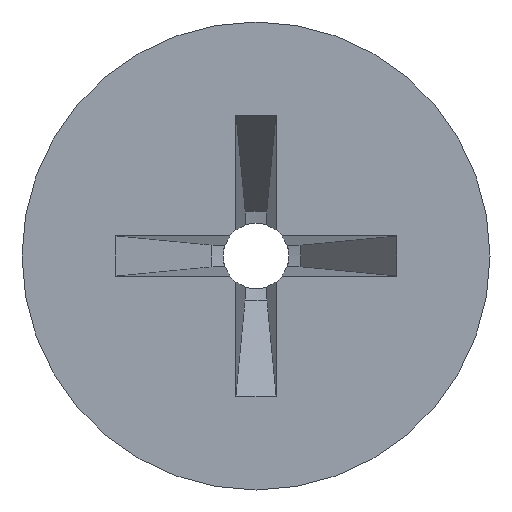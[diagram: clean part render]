
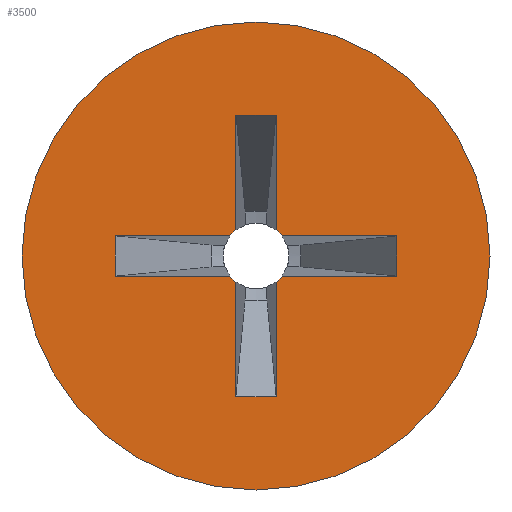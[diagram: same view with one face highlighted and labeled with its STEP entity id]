
A CAD part, left-side view. The second image highlights one B-rep face of the part: STEP entity #3500.
In plain terms, the highlighted planar face has unit normal (-1, 0, 0).
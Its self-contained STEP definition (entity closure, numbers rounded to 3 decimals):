
#115=CARTESIAN_POINT('',(0.,0.,0.));
#116=DIRECTION('',(-1.,0.,0.));
#117=DIRECTION('',(0.,1.,0.));
#118=AXIS2_PLACEMENT_3D('',#115,#116,#117);
#120=CARTESIAN_POINT('',(0.,0.,0.));
#121=DIRECTION('',(1.,0.,0.));
#122=DIRECTION('',(0.,1.,0.));
#123=AXIS2_PLACEMENT_3D('',#120,#121,#122);
#125=CARTESIAN_POINT('',(0.,0.,0.));
#126=DIRECTION('',(1.,0.,0.));
#127=DIRECTION('',(0.,-0.79,-0.613));
#128=AXIS2_PLACEMENT_3D('',#125,#126,#127);
#130=DIRECTION('',(0.,1.,0.));
#131=VECTOR('',#130,2.772);
#132=CARTESIAN_POINT('',(0.,-3.4,-0.488));
#133=LINE('',#132,#131);
#134=DIRECTION('',(0.,0.,-1.));
#135=VECTOR('',#134,0.975);
#136=CARTESIAN_POINT('',(0.,-3.4,0.488));
#137=LINE('',#136,#135);
#138=DIRECTION('',(0.,1.,0.));
#139=VECTOR('',#138,2.772);
#140=CARTESIAN_POINT('',(0.,-3.4,0.488));
#141=LINE('',#140,#139);
#142=CARTESIAN_POINT('',(0.,0.,0.));
#143=DIRECTION('',(1.,0.,0.));
#144=DIRECTION('',(0.,-0.613,0.79));
#145=AXIS2_PLACEMENT_3D('',#142,#143,#144);
#147=DIRECTION('',(0.,0.,-1.));
#148=VECTOR('',#147,2.772);
#149=CARTESIAN_POINT('',(0.,-0.488,3.4));
#150=LINE('',#149,#148);
#151=DIRECTION('',(0.,1.,0.));
#152=VECTOR('',#151,0.975);
#153=CARTESIAN_POINT('',(0.,-0.488,3.4));
#154=LINE('',#153,#152);
#155=DIRECTION('',(0.,0.,-1.));
#156=VECTOR('',#155,2.772);
#157=CARTESIAN_POINT('',(0.,0.488,3.4));
#158=LINE('',#157,#156);
#159=CARTESIAN_POINT('',(0.,0.,0.));
#160=DIRECTION('',(1.,0.,0.));
#161=DIRECTION('',(0.,0.79,0.613));
#162=AXIS2_PLACEMENT_3D('',#159,#160,#161);
#164=DIRECTION('',(0.,1.,0.));
#165=VECTOR('',#164,2.772);
#166=CARTESIAN_POINT('',(0.,0.628,0.488));
#167=LINE('',#166,#165);
#168=DIRECTION('',(0.,0.,-1.));
#169=VECTOR('',#168,0.975);
#170=CARTESIAN_POINT('',(0.,3.4,0.488));
#171=LINE('',#170,#169);
#172=DIRECTION('',(0.,1.,0.));
#173=VECTOR('',#172,2.772);
#174=CARTESIAN_POINT('',(0.,0.628,-0.488));
#175=LINE('',#174,#173);
#176=CARTESIAN_POINT('',(0.,0.,0.));
#177=DIRECTION('',(1.,0.,0.));
#178=DIRECTION('',(0.,0.613,-0.79));
#179=AXIS2_PLACEMENT_3D('',#176,#177,#178);
#181=DIRECTION('',(0.,0.,-1.));
#182=VECTOR('',#181,2.772);
#183=CARTESIAN_POINT('',(0.,0.488,-0.628));
#184=LINE('',#183,#182);
#185=DIRECTION('',(0.,1.,0.));
#186=VECTOR('',#185,0.975);
#187=CARTESIAN_POINT('',(0.,-0.488,-3.4));
#188=LINE('',#187,#186);
#189=DIRECTION('',(0.,0.,-1.));
#190=VECTOR('',#189,2.772);
#191=CARTESIAN_POINT('',(0.,-0.488,-0.628));
#192=LINE('',#191,#190);
#3350=CARTESIAN_POINT('',(0.,5.65,0.));
#3352=VERTEX_POINT('',#3350);
#3354=CARTESIAN_POINT('',(0.,-5.65,0.));
#3356=VERTEX_POINT('',#3354);
#3379=CARTESIAN_POINT('',(0.,-0.628,-0.488));
#3380=CARTESIAN_POINT('',(0.,-0.488,-0.628));
#3381=VERTEX_POINT('',#3379);
#3382=VERTEX_POINT('',#3380);
#3383=CARTESIAN_POINT('',(0.,0.488,-0.628));
#3384=CARTESIAN_POINT('',(0.,0.628,-0.488));
#3385=VERTEX_POINT('',#3383);
#3386=VERTEX_POINT('',#3384);
#3387=CARTESIAN_POINT('',(0.,0.628,0.488));
#3388=CARTESIAN_POINT('',(0.,0.488,0.628));
#3389=VERTEX_POINT('',#3387);
#3390=VERTEX_POINT('',#3388);
#3391=CARTESIAN_POINT('',(0.,-0.488,0.628));
#3392=CARTESIAN_POINT('',(0.,-0.628,0.488));
#3393=VERTEX_POINT('',#3391);
#3394=VERTEX_POINT('',#3392);
#3419=CARTESIAN_POINT('',(0.,-3.4,0.488));
#3420=CARTESIAN_POINT('',(0.,-3.4,-0.488));
#3421=VERTEX_POINT('',#3419);
#3422=VERTEX_POINT('',#3420);
#3423=CARTESIAN_POINT('',(0.,-0.488,3.4));
#3424=CARTESIAN_POINT('',(0.,0.488,3.4));
#3425=VERTEX_POINT('',#3423);
#3426=VERTEX_POINT('',#3424);
#3427=CARTESIAN_POINT('',(0.,3.4,0.488));
#3428=CARTESIAN_POINT('',(0.,3.4,-0.488));
#3429=VERTEX_POINT('',#3427);
#3430=VERTEX_POINT('',#3428);
#3431=CARTESIAN_POINT('',(0.,-0.488,-3.4));
#3432=CARTESIAN_POINT('',(0.,0.488,-3.4));
#3433=VERTEX_POINT('',#3431);
#3434=VERTEX_POINT('',#3432);
#3455=CARTESIAN_POINT('',(0.,0.,0.));
#3456=DIRECTION('',(1.,0.,0.));
#3457=DIRECTION('',(0.,-1.,0.));
#3458=AXIS2_PLACEMENT_3D('',#3455,#3456,#3457);
#3459=PLANE('',#3458);
#3461=ORIENTED_EDGE('',*,*,#3460,.F.);
#3463=ORIENTED_EDGE('',*,*,#3462,.T.);
#3464=EDGE_LOOP('',(#3461,#3463));
#3465=FACE_OUTER_BOUND('',#3464,.F.);
#3467=ORIENTED_EDGE('',*,*,#3466,.F.);
#3469=ORIENTED_EDGE('',*,*,#3468,.F.);
#3471=ORIENTED_EDGE('',*,*,#3470,.F.);
#3473=ORIENTED_EDGE('',*,*,#3472,.T.);
#3475=ORIENTED_EDGE('',*,*,#3474,.F.);
#3477=ORIENTED_EDGE('',*,*,#3476,.F.);
#3479=ORIENTED_EDGE('',*,*,#3478,.T.);
#3481=ORIENTED_EDGE('',*,*,#3480,.T.);
#3483=ORIENTED_EDGE('',*,*,#3482,.F.);
#3485=ORIENTED_EDGE('',*,*,#3484,.T.);
#3487=ORIENTED_EDGE('',*,*,#3486,.T.);
#3489=ORIENTED_EDGE('',*,*,#3488,.F.);
#3491=ORIENTED_EDGE('',*,*,#3490,.F.);
#3493=ORIENTED_EDGE('',*,*,#3492,.T.);
#3495=ORIENTED_EDGE('',*,*,#3494,.F.);
#3497=ORIENTED_EDGE('',*,*,#3496,.F.);
#3498=EDGE_LOOP('',(#3467,#3469,#3471,#3473,#3475,#3477,#3479,#3481,#3483,#3485,
#3487,#3489,#3491,#3493,#3495,#3497));
#3499=FACE_BOUND('',#3498,.F.);
#119=CIRCLE('',#118,5.65);
#124=CIRCLE('',#123,5.65);
#129=CIRCLE('',#128,0.795);
#146=CIRCLE('',#145,0.795);
#163=CIRCLE('',#162,0.795);
#180=CIRCLE('',#179,0.795);
#3460=EDGE_CURVE('',#3352,#3356,#119,.T.);
#3462=EDGE_CURVE('',#3352,#3356,#124,.T.);
#3466=EDGE_CURVE('',#3381,#3382,#129,.T.);
#3468=EDGE_CURVE('',#3422,#3381,#133,.T.);
#3470=EDGE_CURVE('',#3421,#3422,#137,.T.);
#3472=EDGE_CURVE('',#3421,#3394,#141,.T.);
#3474=EDGE_CURVE('',#3393,#3394,#146,.T.);
#3476=EDGE_CURVE('',#3425,#3393,#150,.T.);
#3478=EDGE_CURVE('',#3425,#3426,#154,.T.);
#3480=EDGE_CURVE('',#3426,#3390,#158,.T.);
#3482=EDGE_CURVE('',#3389,#3390,#163,.T.);
#3484=EDGE_CURVE('',#3389,#3429,#167,.T.);
#3486=EDGE_CURVE('',#3429,#3430,#171,.T.);
#3488=EDGE_CURVE('',#3386,#3430,#175,.T.);
#3490=EDGE_CURVE('',#3385,#3386,#180,.T.);
#3492=EDGE_CURVE('',#3385,#3434,#184,.T.);
#3494=EDGE_CURVE('',#3433,#3434,#188,.T.);
#3496=EDGE_CURVE('',#3382,#3433,#192,.T.);
#3500=ADVANCED_FACE('',(#3465,#3499),#3459,.F.);
